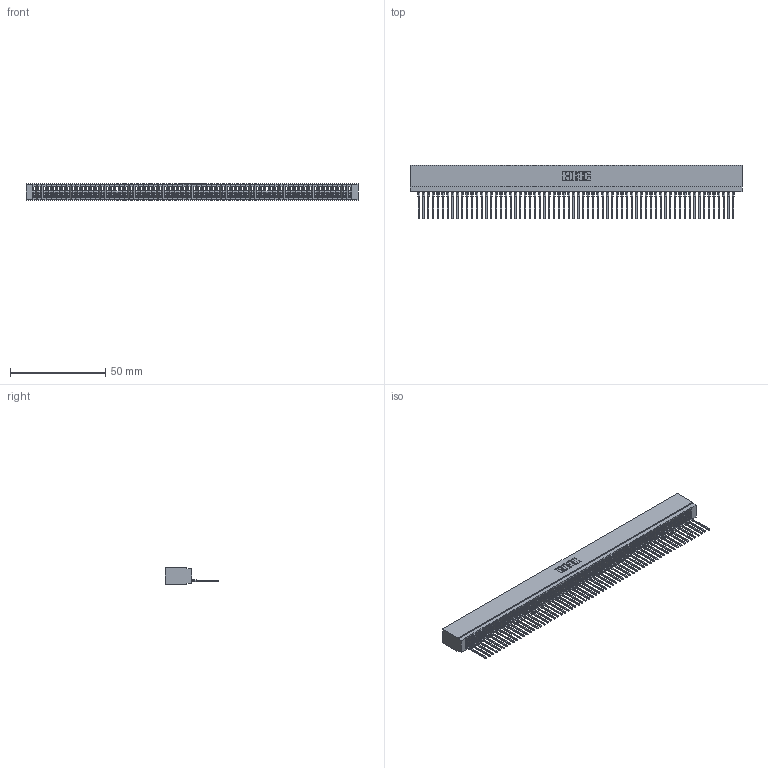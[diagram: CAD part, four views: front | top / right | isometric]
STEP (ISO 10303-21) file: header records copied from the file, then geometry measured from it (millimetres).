
FILE_DESCRIPTION (( 'STEP AP203' ), '1' );
FILE_NAME ('725-066-545-101.STEP', '2026-03-06T00:53:04', ( '' ), ( '' ), 'SwSTEP 2.0', 'SolidWorks 2023', '' );
FILE_SCHEMA (( 'CONFIG_CONTROL_DESIGN' ));
Length unit declared in the file: millimetre
Products named in the file (3): 745-292-001_545; 725 Part_Insulator Option - 01; 725-066-545-101
Assembly tree (67 placements, depth 2):
  725-066-545-101
    725 Part_Insulator Option - 01
    745-292-001_545  x66
Bounding box: 174.24 x 28.21 x 8.89 mm (x, y, z)
Volume: 13282.2 mm3; surface area: 26966.6 mm2
Topology: 67 solids, 67 shells, 7487 faces, 20582 edges, 12972 vertices
Faces by surface type: plane 4477, bspline 1320, cylinder 1294, torus 396
Entity records: 105688 total; most frequent: CARTESIAN_POINT 19125, ORIENTED_EDGE 18674, DIRECTION 16163, EDGE_CURVE 9337, LINE 8759, VECTOR 8759, VERTEX_POINT 5952, AXIS2_PLACEMENT_3D 3702
